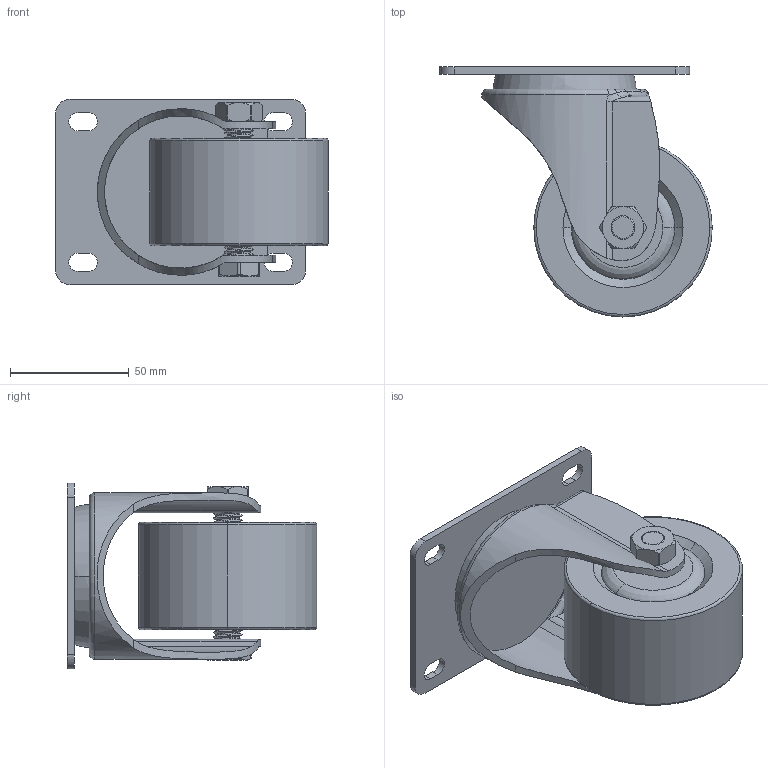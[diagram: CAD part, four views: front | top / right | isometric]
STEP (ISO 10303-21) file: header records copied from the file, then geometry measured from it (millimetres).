
FILE_DESCRIPTION((''),'2;1');
FILE_NAME('3DZX_ASM','2021-03-27T',('Administrator'),(''),'PRO/ENGINEER BY PARAMETRIC TECHNOLOGY CORPORATION, 2013240','PRO/ENGINEER BY PARAMETRIC TECHNOLOGY CORPORATION, 2013240','');
FILE_SCHEMA(('CONFIG_CONTROL_DESIGN'));
Length unit declared in the file: millimetre
Products named in the file (6): 3CUN-ZTBAN-DIZX; DIBAN-105X78; LUODING-71; LUNZI-75X45; LUOMAO-20; 3DZX_ASM
Assembly tree (5 placements, depth 2):
  3DZX_ASM
    3CUN-ZTBAN-DIZX
    DIBAN-105X78
    LUODING-71
    LUNZI-75X45
    LUOMAO-20
Bounding box: 114.5 x 104.97 x 78 mm (x, y, z)
Volume: 265348.5 mm3; surface area: 68263.3 mm2
Topology: 5 solids, 5 shells, 245 faces, 645 edges, 416 vertices
Faces by surface type: cylinder 110, plane 50, bspline 42, torus 23, cone 17, extrusion 3
Entity records: 14245 total; most frequent: CARTESIAN_POINT 8536, ORIENTED_EDGE 1290, DIRECTION 980, EDGE_CURVE 645, VERTEX_POINT 416, AXIS2_PLACEMENT_3D 379, EDGE_LOOP 267, B_SPLINE_CURVE_WITH_KNOTS 261
